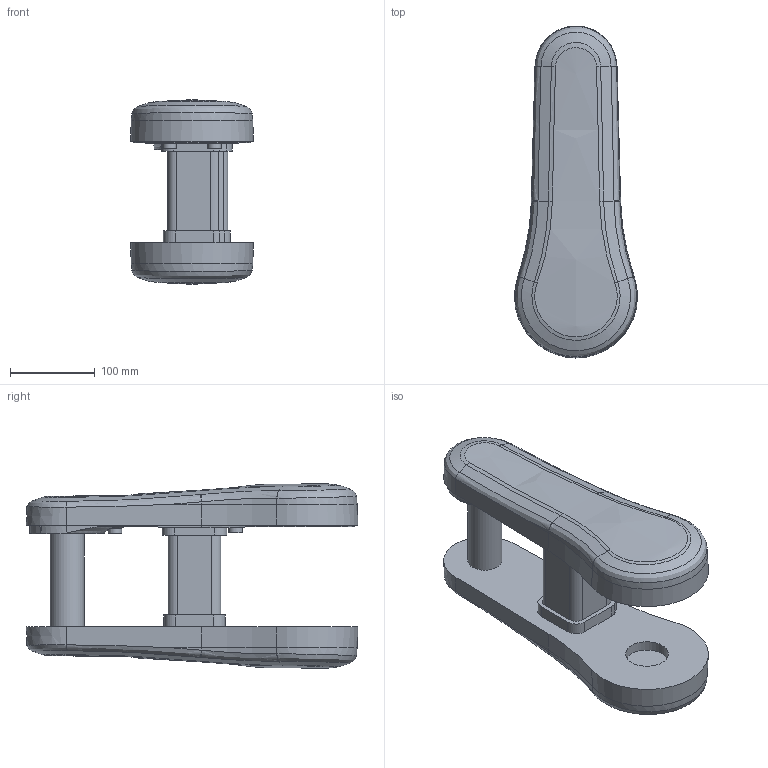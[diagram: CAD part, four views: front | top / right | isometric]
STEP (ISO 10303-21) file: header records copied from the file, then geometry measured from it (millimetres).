
FILE_DESCRIPTION(/* description */ (''),/* implementation_level */ '2;1');
FILE_NAME(/* name */ '2nd_axis.step',/* time_stamp */ '2024-01-04T19:44:27+05:30',/* author */ (''),/* organization */ (''),/* preprocessor_version */ 'ST-DEVELOPER v20',/* originating_system */ 'Autodesk Translation Framework v12.14.0.127',/* authorisation */ '');
FILE_SCHEMA (('AUTOMOTIVE_DESIGN { 1 0 10303 214 3 1 1 }'));
Length unit declared in the file: millimetre
Products named in the file (1): 2nd_axis
Bounding box: 144.84 x 390.86 x 217.5 mm (x, y, z)
Volume: 3998554.4 mm3; surface area: 264700.9 mm2
Topology: 1 solids, 3 shells, 197 faces, 480 edges, 304 vertices
Faces by surface type: plane 57, bspline 56, cylinder 54, torus 17, cone 13
Full cylindrical faces by diameter (mm): 3.3 x2, 6.4 x2, 7.134 x3, 8 x6, 16 x3, 40 x1, 50 x2
Entity records: 19699 total; most frequent: CARTESIAN_POINT 15300, ORIENTED_EDGE 960, DIRECTION 830, EDGE_CURVE 480, AXIS2_PLACEMENT_3D 322, VERTEX_POINT 304, EDGE_LOOP 218, FACE_OUTER_BOUND 197
